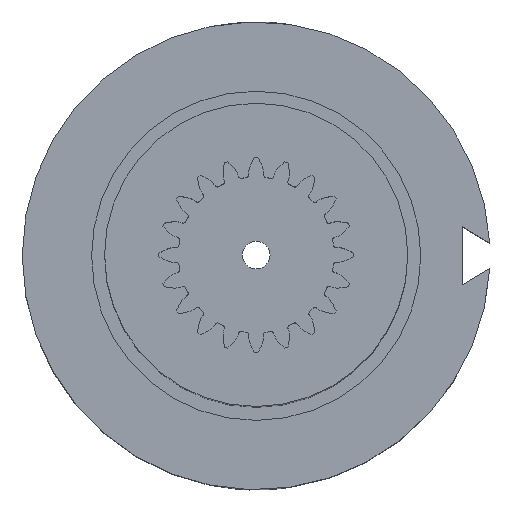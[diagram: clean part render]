
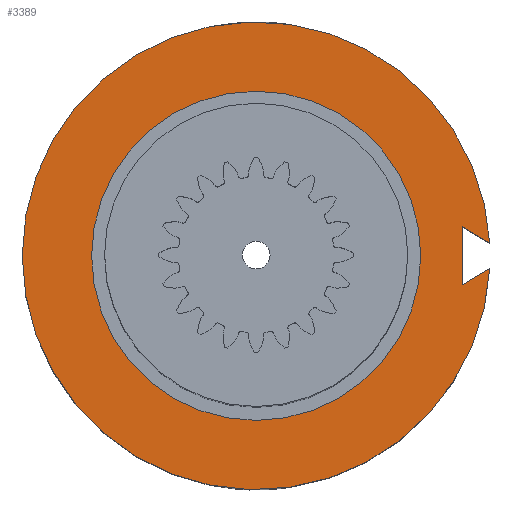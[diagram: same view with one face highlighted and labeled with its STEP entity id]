
A CAD part, top view. The second image highlights one B-rep face of the part: STEP entity #3389.
In plain terms, the highlighted planar face has unit normal (0, 0, 1).
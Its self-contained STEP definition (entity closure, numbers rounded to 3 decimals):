
#512=FACE_BOUND('',#892,.T.);
#525=CIRCLE('',#3432,19.);
#526=CIRCLE('',#3434,27.);
#704=FACE_OUTER_BOUND('',#891,.T.);
#891=EDGE_LOOP('',(#3013,#3014,#3015,#3016));
#892=EDGE_LOOP('',(#3017));
#1076=LINE('',#6777,#1264);
#1079=LINE('',#6783,#1267);
#1083=LINE('',#6790,#1271);
#1264=VECTOR('',#3636,10.);
#1267=VECTOR('',#3641,10.);
#1271=VECTOR('',#3647,10.);
#1611=VERTEX_POINT('',#6774);
#1612=VERTEX_POINT('',#6776);
#1614=VERTEX_POINT('',#6782);
#1616=VERTEX_POINT('',#6788);
#1625=VERTEX_POINT('',#6886);
#2125=EDGE_CURVE('',#1612,#1611,#1076,.F.);
#2128=EDGE_CURVE('',#1614,#1612,#1079,.F.);
#2132=EDGE_CURVE('',#1611,#1616,#1083,.F.);
#2146=EDGE_CURVE('',#1625,#1625,#525,.T.);
#2147=EDGE_CURVE('',#1614,#1616,#526,.T.);
#3013=ORIENTED_EDGE('',*,*,#2132,.T.);
#3014=ORIENTED_EDGE('',*,*,#2147,.F.);
#3015=ORIENTED_EDGE('',*,*,#2128,.T.);
#3016=ORIENTED_EDGE('',*,*,#2125,.T.);
#3017=ORIENTED_EDGE('',*,*,#2146,.T.);
#3211=PLANE('',#3433);
#3389=ADVANCED_FACE('',(#704,#512),#3211,.F.);
#3432=AXIS2_PLACEMENT_3D('',#6888,#3676,#3677);
#3433=AXIS2_PLACEMENT_3D('',#6889,#3678,#3679);
#3434=AXIS2_PLACEMENT_3D('',#6890,#3680,#3681);
#3636=DIRECTION('',(0.,-1.,0.));
#3641=DIRECTION('',(0.857,0.515,0.));
#3647=DIRECTION('',(-0.857,0.515,0.));
#3676=DIRECTION('center_axis',(0.,0.,-1.));
#3677=DIRECTION('ref_axis',(-1.,0.,0.));
#3678=DIRECTION('center_axis',(0.,0.,-1.));
#3679=DIRECTION('ref_axis',(1.,0.,0.));
#3680=DIRECTION('center_axis',(0.,0.,-1.));
#3681=DIRECTION('ref_axis',(1.,0.,0.));
#6774=CARTESIAN_POINT('',(-166.2,-216.647,30.));
#6776=CARTESIAN_POINT('',(-166.2,-223.353,30.));
#6777=CARTESIAN_POINT('',(-166.2,-221.5,30.));
#6782=CARTESIAN_POINT('',(-163.039,-221.454,30.));
#6783=CARTESIAN_POINT('',(-172.565,-227.178,30.));
#6788=CARTESIAN_POINT('',(-163.039,-218.546,30.));
#6790=CARTESIAN_POINT('',(-174.052,-211.929,30.));
#6886=CARTESIAN_POINT('',(-171.,-220.,30.));
#6888=CARTESIAN_POINT('Origin',(-190.,-220.,30.));
#6889=CARTESIAN_POINT('Origin',(-190.,-220.,30.));
#6890=CARTESIAN_POINT('Origin',(-190.,-220.,30.));
